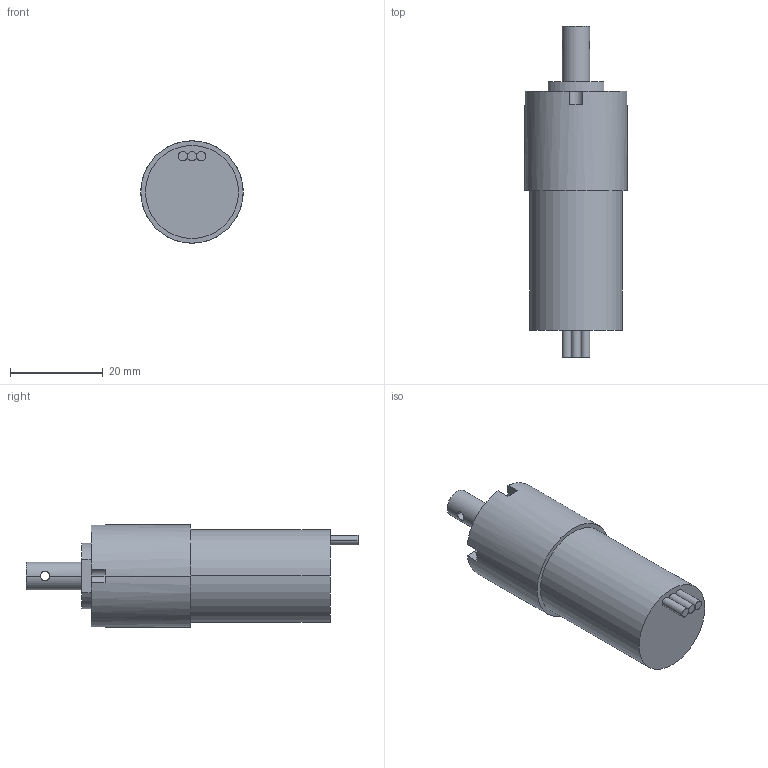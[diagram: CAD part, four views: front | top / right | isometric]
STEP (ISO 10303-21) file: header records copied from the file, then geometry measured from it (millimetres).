
FILE_DESCRIPTION (( 'STEP AP203' ), '1' );
FILE_NAME ('2030 4500kv with gearbox v2.STEP', '2023-07-12T00:31:15', ( '' ), ( '' ), 'SwSTEP 2.0', 'SolidWorks 2022', '' );
FILE_SCHEMA (( 'CONFIG_CONTROL_DESIGN' ));
Length unit declared in the file: millimetre
Products named in the file (1): 2030 4500kv with gearbox v2
Bounding box: 22 x 71.4 x 22 mm (x, y, z)
Volume: 18105.5 mm3; surface area: 5411.8 mm2
Topology: 2 solids, 2 shells, 60 faces, 142 edges, 92 vertices
Faces by surface type: cylinder 32, plane 28
Entity records: 1903 total; most frequent: CARTESIAN_POINT 381, DIRECTION 326, ORIENTED_EDGE 284, EDGE_CURVE 142, AXIS2_PLACEMENT_3D 129, VERTEX_POINT 92, CIRCLE 68, VECTOR 68
